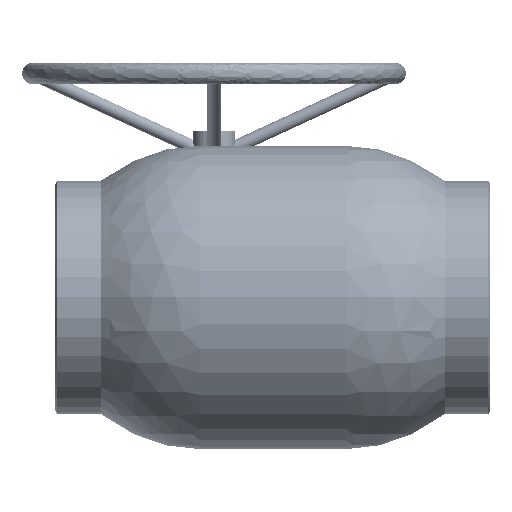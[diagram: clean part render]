
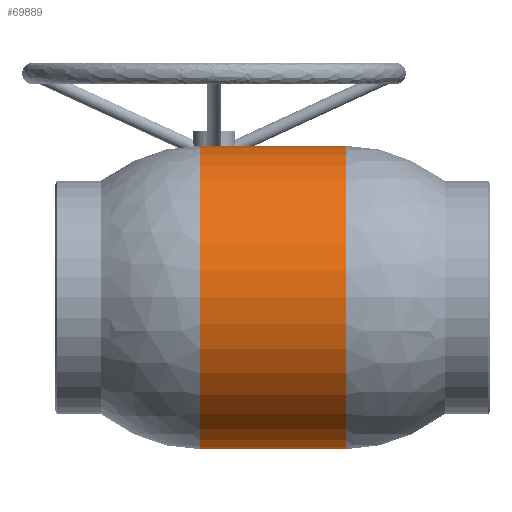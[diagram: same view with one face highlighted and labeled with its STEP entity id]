
A CAD part, front view. The second image highlights one B-rep face of the part: STEP entity #69889.
In plain terms, the highlighted cylindrical face has radius 177.8 mm (diameter 355.6 mm), a partial arc.
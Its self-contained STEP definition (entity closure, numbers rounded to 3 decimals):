
#2362 = DIRECTION ( 'NONE',  ( -1., 0., 0. ) ) ;
#3262 = AXIS2_PLACEMENT_3D ( 'NONE', #52682, #82059, #31659 ) ;
#5736 = CARTESIAN_POINT ( 'NONE',  ( 85.5, 0., 0. ) ) ;
#7686 = EDGE_CURVE ( 'NONE', #56174, #41131, #95233, .T. ) ;
#14433 = DIRECTION ( 'NONE',  ( 0., 0., 1. ) ) ;
#17060 = ORIENTED_EDGE ( 'NONE', *, *, #94005, .F. ) ;
#17294 = VERTEX_POINT ( 'NONE', #120853 ) ;
#21415 = ORIENTED_EDGE ( 'NONE', *, *, #7686, .F. ) ;
#26932 = EDGE_LOOP ( 'NONE', ( #21415, #86809, #74584, #32952, #32513, #17060 ) ) ;
#29217 = LINE ( 'NONE', #97459, #87449 ) ;
#30596 = EDGE_CURVE ( 'NONE', #39261, #46330, #32189, .T. ) ;
#31659 = DIRECTION ( 'NONE',  ( 0., 0., 1. ) ) ;
#32189 = CIRCLE ( 'NONE', #105481, 177.8 ) ;
#32513 = ORIENTED_EDGE ( 'NONE', *, *, #30596, .F. ) ;
#32952 = ORIENTED_EDGE ( 'NONE', *, *, #109717, .T. ) ;
#33211 = CARTESIAN_POINT ( 'NONE',  ( -85.5, 0., -177.8 ) ) ;
#34834 = VECTOR ( 'NONE', #82727, 1000. ) ;
#39261 = VERTEX_POINT ( 'NONE', #87631 ) ;
#41131 = VERTEX_POINT ( 'NONE', #33211 ) ;
#43775 = CARTESIAN_POINT ( 'NONE',  ( 0., 0., -177.8 ) ) ;
#44652 = DIRECTION ( 'NONE',  ( 0., 0., 1. ) ) ;
#46330 = VERTEX_POINT ( 'NONE', #87332 ) ;
#48412 = DIRECTION ( 'NONE',  ( 0., 0., 1. ) ) ;
#52682 = CARTESIAN_POINT ( 'NONE',  ( 85.5, 0., 0. ) ) ;
#52965 = DIRECTION ( 'NONE',  ( -1., 0., 0. ) ) ;
#56174 = VERTEX_POINT ( 'NONE', #91736 ) ;
#62285 = CARTESIAN_POINT ( 'NONE',  ( -85.5, 0., 0. ) ) ;
#68126 = DIRECTION ( 'NONE',  ( -1., 0., 0. ) ) ;
#69636 = EDGE_CURVE ( 'NONE', #56174, #124298, #120039, .T. ) ;
#69889 = ADVANCED_FACE ( 'NONE', ( #107677 ), #78360, .T. ) ;
#72037 = AXIS2_PLACEMENT_3D ( 'NONE', #114624, #52965, #104406 ) ;
#74584 = ORIENTED_EDGE ( 'NONE', *, *, #82143, .T. ) ;
#75248 = AXIS2_PLACEMENT_3D ( 'NONE', #5736, #123718, #44652 ) ;
#78360 = CYLINDRICAL_SURFACE ( 'NONE', #93580, 177.8 ) ;
#82059 = DIRECTION ( 'NONE',  ( -1., 0., 0. ) ) ;
#82143 = EDGE_CURVE ( 'NONE', #124298, #17294, #117382, .T. ) ;
#82727 = DIRECTION ( 'NONE',  ( -1., 0., 0. ) ) ;
#86809 = ORIENTED_EDGE ( 'NONE', *, *, #69636, .T. ) ;
#87332 = CARTESIAN_POINT ( 'NONE',  ( -85.5, 0., 177.8 ) ) ;
#87449 = VECTOR ( 'NONE', #68126, 1000. ) ;
#87631 = CARTESIAN_POINT ( 'NONE',  ( -85.5, -177.8, 0. ) ) ;
#91736 = CARTESIAN_POINT ( 'NONE',  ( 85.5, 0., -177.8 ) ) ;
#93580 = AXIS2_PLACEMENT_3D ( 'NONE', #97502, #117264, #48412 ) ;
#94005 = EDGE_CURVE ( 'NONE', #41131, #39261, #118957, .T. ) ;
#95233 = LINE ( 'NONE', #43775, #34834 ) ;
#97459 = CARTESIAN_POINT ( 'NONE',  ( 0., 0., 177.8 ) ) ;
#97502 = CARTESIAN_POINT ( 'NONE',  ( 0., 0., 0. ) ) ;
#104406 = DIRECTION ( 'NONE',  ( 0., 0., 1. ) ) ;
#105481 = AXIS2_PLACEMENT_3D ( 'NONE', #62285, #2362, #14433 ) ;
#107677 = FACE_OUTER_BOUND ( 'NONE', #26932, .T. ) ;
#109717 = EDGE_CURVE ( 'NONE', #17294, #46330, #29217, .T. ) ;
#114624 = CARTESIAN_POINT ( 'NONE',  ( -85.5, 0., 0. ) ) ;
#117264 = DIRECTION ( 'NONE',  ( -1., 0., 0. ) ) ;
#117382 = CIRCLE ( 'NONE', #3262, 177.8 ) ;
#117837 = CARTESIAN_POINT ( 'NONE',  ( 85.5, -177.8, 0. ) ) ;
#118957 = CIRCLE ( 'NONE', #72037, 177.8 ) ;
#120039 = CIRCLE ( 'NONE', #75248, 177.8 ) ;
#120853 = CARTESIAN_POINT ( 'NONE',  ( 85.5, 0., 177.8 ) ) ;
#123718 = DIRECTION ( 'NONE',  ( -1., 0., 0. ) ) ;
#124298 = VERTEX_POINT ( 'NONE', #117837 ) ;
